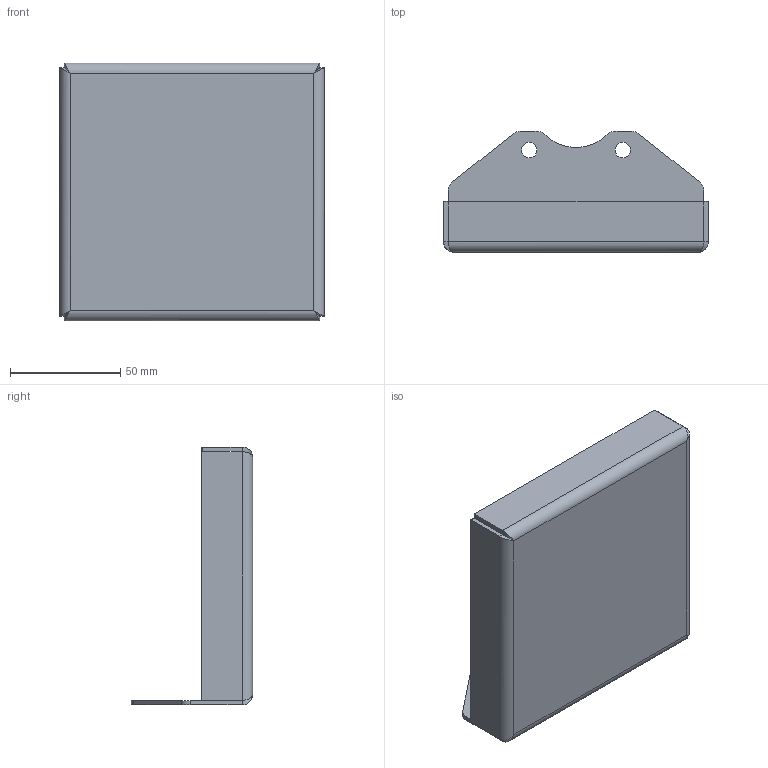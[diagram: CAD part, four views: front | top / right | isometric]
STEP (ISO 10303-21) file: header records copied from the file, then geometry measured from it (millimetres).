
FILE_DESCRIPTION (( 'STEP AP203' ), '1' );
FILE_NAME ('001-cp118-03.STEP', '2019-02-04T12:28:31', ( '' ), ( '' ), 'SwSTEP 2.0', 'SolidWorks 2018', '' );
FILE_SCHEMA (( 'CONFIG_CONTROL_DESIGN' ));
Length unit declared in the file: millimetre
Products named in the file (1): 001-cp118-03
Bounding box: 120 x 55 x 117 mm (x, y, z)
Volume: 51179 mm3; surface area: 52647.5 mm2
Topology: 1 solids, 1 shells, 56 faces, 132 edges, 78 vertices
Faces by surface type: plane 25, cylinder 23, bspline 8
Full cylindrical faces by diameter (mm): 7 x2
Entity records: 2486 total; most frequent: CARTESIAN_POINT 1204, ORIENTED_EDGE 256, DIRECTION 228, EDGE_CURVE 128, AXIS2_PLACEMENT_3D 79, VERTEX_POINT 76, LINE 70, VECTOR 70
